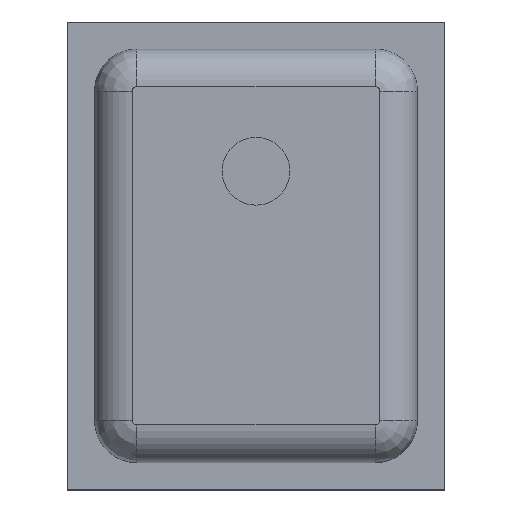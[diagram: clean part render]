
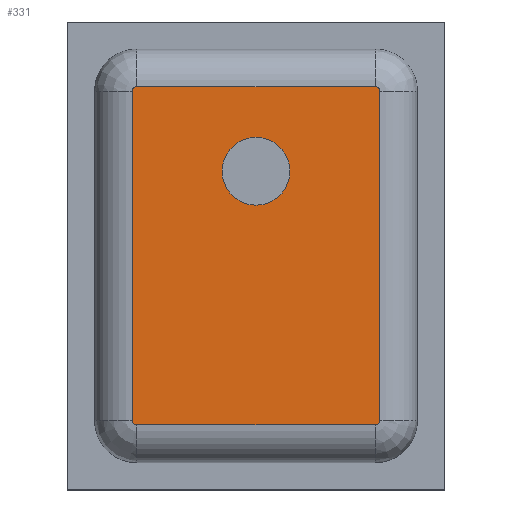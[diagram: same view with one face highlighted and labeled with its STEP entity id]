
A CAD part, top view. The second image highlights one B-rep face of the part: STEP entity #331.
In plain terms, the highlighted planar face has unit normal (0, 0, 1).
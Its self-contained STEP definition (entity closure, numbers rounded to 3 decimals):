
#96 = VERTEX_POINT('',#97);
#97 = CARTESIAN_POINT('',(-0.79,1.12,1.));
#104 = EDGE_CURVE('',#105,#96,#107,.T.);
#105 = VERTEX_POINT('',#106);
#106 = CARTESIAN_POINT('',(0.79,1.12,1.));
#107 = LINE('',#108,#109);
#108 = CARTESIAN_POINT('',(0.79,1.12,1.));
#109 = VECTOR('',#110,1.);
#110 = DIRECTION('',(-1.,0.,0.));
#248 = VERTEX_POINT('',#249);
#249 = CARTESIAN_POINT('',(-0.82,1.09,1.));
#256 = EDGE_CURVE('',#96,#248,#257,.T.);
#257 = CIRCLE('',#258,0.03);
#258 = AXIS2_PLACEMENT_3D('',#259,#260,#261);
#259 = CARTESIAN_POINT('',(-0.79,1.09,1.));
#260 = DIRECTION('',(0.,0.,1.));
#261 = DIRECTION('',(0.,1.,0.));
#303 = VERTEX_POINT('',#304);
#304 = CARTESIAN_POINT('',(0.82,1.09,1.));
#313 = EDGE_CURVE('',#303,#105,#314,.T.);
#314 = CIRCLE('',#315,0.03);
#315 = AXIS2_PLACEMENT_3D('',#316,#317,#318);
#316 = CARTESIAN_POINT('',(0.79,1.09,1.));
#317 = DIRECTION('',(0.,0.,1.));
#318 = DIRECTION('',(1.,0.,0.));
#331 = ADVANCED_FACE('',(#332,#377),#388,.T.);
#332 = FACE_BOUND('',#333,.T.);
#333 = EDGE_LOOP('',(#334,#345,#351,#352,#353,#354,#362,#371));
#334 = ORIENTED_EDGE('',*,*,#335,.T.);
#335 = EDGE_CURVE('',#336,#338,#340,.T.);
#336 = VERTEX_POINT('',#337);
#337 = CARTESIAN_POINT('',(0.79,-1.12,1.));
#338 = VERTEX_POINT('',#339);
#339 = CARTESIAN_POINT('',(0.82,-1.09,1.));
#340 = CIRCLE('',#341,0.03);
#341 = AXIS2_PLACEMENT_3D('',#342,#343,#344);
#342 = CARTESIAN_POINT('',(0.79,-1.09,1.));
#343 = DIRECTION('',(0.,0.,1.));
#344 = DIRECTION('',(0.,-1.,0.));
#345 = ORIENTED_EDGE('',*,*,#346,.T.);
#346 = EDGE_CURVE('',#338,#303,#347,.T.);
#347 = LINE('',#348,#349);
#348 = CARTESIAN_POINT('',(0.82,-1.09,1.));
#349 = VECTOR('',#350,1.);
#350 = DIRECTION('',(0.,1.,0.));
#351 = ORIENTED_EDGE('',*,*,#313,.T.);
#352 = ORIENTED_EDGE('',*,*,#104,.T.);
#353 = ORIENTED_EDGE('',*,*,#256,.T.);
#354 = ORIENTED_EDGE('',*,*,#355,.T.);
#355 = EDGE_CURVE('',#248,#356,#358,.T.);
#356 = VERTEX_POINT('',#357);
#357 = CARTESIAN_POINT('',(-0.82,-1.09,1.));
#358 = LINE('',#359,#360);
#359 = CARTESIAN_POINT('',(-0.82,1.09,1.));
#360 = VECTOR('',#361,1.);
#361 = DIRECTION('',(0.,-1.,0.));
#362 = ORIENTED_EDGE('',*,*,#363,.T.);
#363 = EDGE_CURVE('',#356,#364,#366,.T.);
#364 = VERTEX_POINT('',#365);
#365 = CARTESIAN_POINT('',(-0.79,-1.12,1.));
#366 = CIRCLE('',#367,0.03);
#367 = AXIS2_PLACEMENT_3D('',#368,#369,#370);
#368 = CARTESIAN_POINT('',(-0.79,-1.09,1.));
#369 = DIRECTION('',(0.,0.,1.));
#370 = DIRECTION('',(-1.,0.,0.));
#371 = ORIENTED_EDGE('',*,*,#372,.T.);
#372 = EDGE_CURVE('',#364,#336,#373,.T.);
#373 = LINE('',#374,#375);
#374 = CARTESIAN_POINT('',(-0.79,-1.12,1.));
#375 = VECTOR('',#376,1.);
#376 = DIRECTION('',(1.,0.,0.));
#377 = FACE_BOUND('',#378,.T.);
#378 = EDGE_LOOP('',(#379));
#379 = ORIENTED_EDGE('',*,*,#380,.F.);
#380 = EDGE_CURVE('',#381,#381,#383,.T.);
#381 = VERTEX_POINT('',#382);
#382 = CARTESIAN_POINT('',(0.225,0.56,1.));
#383 = CIRCLE('',#384,0.225);
#384 = AXIS2_PLACEMENT_3D('',#385,#386,#387);
#385 = CARTESIAN_POINT('',(0.,0.56,1.));
#386 = DIRECTION('',(0.,0.,1.));
#387 = DIRECTION('',(1.,0.,0.));
#388 = PLANE('',#389);
#389 = AXIS2_PLACEMENT_3D('',#390,#391,#392);
#390 = CARTESIAN_POINT('',(-1.07,1.37,1.));
#391 = DIRECTION('',(0.,0.,1.));
#392 = DIRECTION('',(1.,0.,0.));
